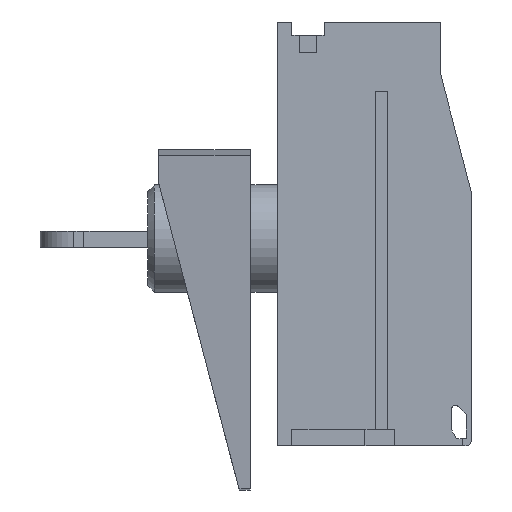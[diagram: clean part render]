
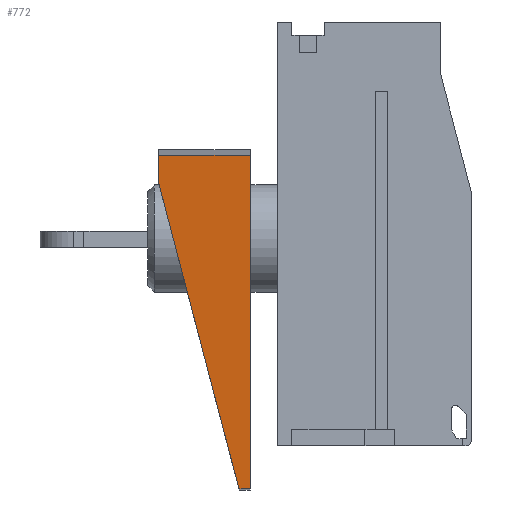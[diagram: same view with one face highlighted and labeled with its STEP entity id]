
A CAD part, left-side view. The second image highlights one B-rep face of the part: STEP entity #772.
In plain terms, the highlighted planar face has unit normal (-0.996, -0.009, -0.087).
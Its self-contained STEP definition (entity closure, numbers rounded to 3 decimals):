
#772 = ADVANCED_FACE( '', ( #1967 ), #1968, .T. );
#1967 = FACE_OUTER_BOUND( '', #3600, .T. );
#1968 = PLANE( '', #3601 );
#3600 = EDGE_LOOP( '', ( #5875, #5876, #5877, #5878, #5879 ) );
#3601 = AXIS2_PLACEMENT_3D( '', #5880, #5881, #5882 );
#5875 = ORIENTED_EDGE( '', *, *, #10711, .F. );
#5876 = ORIENTED_EDGE( '', *, *, #10712, .F. );
#5877 = ORIENTED_EDGE( '', *, *, #10713, .F. );
#5878 = ORIENTED_EDGE( '', *, *, #10714, .T. );
#5879 = ORIENTED_EDGE( '', *, *, #10664, .T. );
#5880 = CARTESIAN_POINT( '', ( -18.661, 17.191, -5.127 ) );
#5881 = DIRECTION( '', ( -0.996, -0.009, -0.087 ) );
#5882 = DIRECTION( '', ( -0.087, 0., 0.996 ) );
#10664 = EDGE_CURVE( '', #13450, #13448, #13451, .T. );
#10711 = EDGE_CURVE( '', #13529, #13448, #13530, .T. );
#10712 = EDGE_CURVE( '', #13531, #13529, #13532, .T. );
#10713 = EDGE_CURVE( '', #13533, #13531, #13534, .F. );
#10714 = EDGE_CURVE( '', #13533, #13450, #13535, .T. );
#13448 = VERTEX_POINT( '', #17652 );
#13450 = VERTEX_POINT( '', #17655 );
#13451 = LINE( '', #17656, #17657 );
#13529 = VERTEX_POINT( '', #17771 );
#13530 = LINE( '', #17772, #17773 );
#13531 = VERTEX_POINT( '', #17774 );
#13532 = LINE( '', #17775, #17776 );
#13533 = VERTEX_POINT( '', #17777 );
#13534 = LINE( '', #17778, #17779 );
#13535 = LINE( '', #17780, #17781 );
#17652 = CARTESIAN_POINT( '', ( -18.381, 17.191, -8.33 ) );
#17655 = CARTESIAN_POINT( '', ( -18.556, 17.191, -6.33 ) );
#17656 = CARTESIAN_POINT( '', ( -21.528, 17.191, 27.637 ) );
#17657 = VECTOR( '', #22223, 1000. );
#17771 = CARTESIAN_POINT( '', ( -16.329, 11.196, -31.182 ) );
#17772 = CARTESIAN_POINT( '', ( -18.65, 17.977, -5.333 ) );
#17773 = VECTOR( '', #22266, 1000. );
#17774 = CARTESIAN_POINT( '', ( -16.322, 10.35, -31.181 ) );
#17775 = CARTESIAN_POINT( '', ( -16.381, 17.191, -31.187 ) );
#17776 = VECTOR( '', #22267, 1000. );
#17777 = CARTESIAN_POINT( '', ( -18.497, 10.35, -6.325 ) );
#17778 = CARTESIAN_POINT( '', ( -18.602, 10.35, -5.122 ) );
#17779 = VECTOR( '', #22268, 1000. );
#17780 = CARTESIAN_POINT( '', ( -18.496, 10.311, -6.325 ) );
#17781 = VECTOR( '', #22269, 1000. );
#22223 = DIRECTION( '', ( 0.087, 0., -0.996 ) );
#22266 = DIRECTION( '', ( -0.087, 0.253, 0.964 ) );
#22267 = DIRECTION( '', ( -0.009, 1., -0.001 ) );
#22268 = DIRECTION( '', ( -0.087, 0., 0.996 ) );
#22269 = DIRECTION( '', ( -0.009, 1., -0.001 ) );
